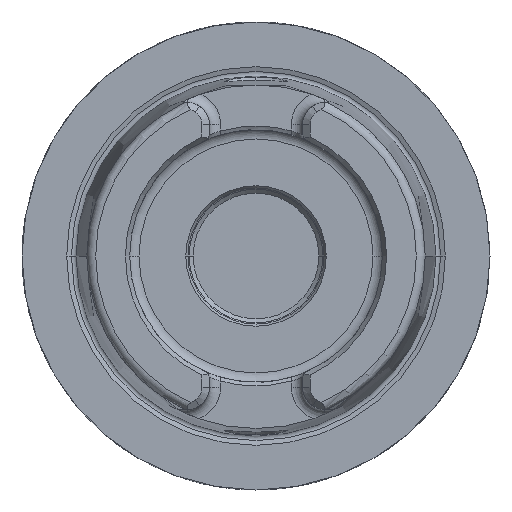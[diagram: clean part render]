
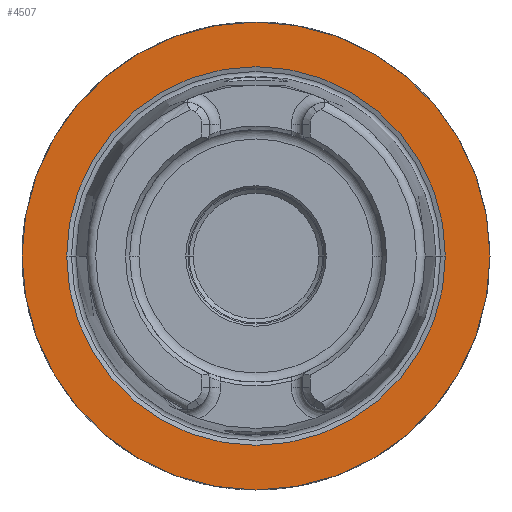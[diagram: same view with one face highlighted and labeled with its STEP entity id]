
A CAD part, left-side view. The second image highlights one B-rep face of the part: STEP entity #4507.
In plain terms, the highlighted planar face has unit normal (-1, 0, 0).
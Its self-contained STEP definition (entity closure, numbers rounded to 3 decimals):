
#1068=CARTESIAN_POINT('',(0.,0.,0.));
#1069=DIRECTION('',(1.,0.,0.));
#1070=DIRECTION('',(0.,1.,0.));
#1071=AXIS2_PLACEMENT_3D('',#1068,#1069,#1070);
#1073=CARTESIAN_POINT('',(0.,0.,0.));
#1074=DIRECTION('',(-1.,0.,0.));
#1075=DIRECTION('',(0.,1.,0.));
#1076=AXIS2_PLACEMENT_3D('',#1073,#1074,#1075);
#1078=CARTESIAN_POINT('',(0.,0.,0.));
#1079=DIRECTION('',(-1.,0.,0.));
#1080=DIRECTION('',(0.,-1.,0.));
#1081=AXIS2_PLACEMENT_3D('',#1078,#1079,#1080);
#1083=CARTESIAN_POINT('',(0.,0.,0.));
#1084=DIRECTION('',(-1.,0.,0.));
#1085=DIRECTION('',(0.,1.,0.));
#1086=AXIS2_PLACEMENT_3D('',#1083,#1084,#1085);
#2764=CARTESIAN_POINT('',(0.,31.5,0.));
#2765=CARTESIAN_POINT('',(0.,-31.5,0.));
#2766=VERTEX_POINT('',#2764);
#2767=VERTEX_POINT('',#2765);
#2792=CARTESIAN_POINT('',(0.,-25.49,0.));
#2793=VERTEX_POINT('',#2792);
#2794=CARTESIAN_POINT('',(0.,25.49,0.));
#2795=VERTEX_POINT('',#2794);
#4492=CARTESIAN_POINT('',(0.,0.,0.));
#4493=DIRECTION('',(1.,0.,0.));
#4494=DIRECTION('',(0.,-1.,0.));
#4495=AXIS2_PLACEMENT_3D('',#4492,#4493,#4494);
#4496=PLANE('',#4495);
#4498=ORIENTED_EDGE('',*,*,#4497,.T.);
#4500=ORIENTED_EDGE('',*,*,#4499,.F.);
#4501=EDGE_LOOP('',(#4498,#4500));
#4502=FACE_OUTER_BOUND('',#4501,.F.);
#4503=ORIENTED_EDGE('',*,*,#4487,.T.);
#4504=ORIENTED_EDGE('',*,*,#4471,.T.);
#4505=EDGE_LOOP('',(#4503,#4504));
#4506=FACE_BOUND('',#4505,.F.);
#4507=ADVANCED_FACE('',(#4502,#4506),#4496,.F.);
#1072=CIRCLE('',#1071,31.5);
#1077=CIRCLE('',#1076,31.5);
#1082=CIRCLE('',#1081,25.49);
#1087=CIRCLE('',#1086,25.49);
#4471=EDGE_CURVE('',#2795,#2793,#1087,.T.);
#4487=EDGE_CURVE('',#2793,#2795,#1082,.T.);
#4497=EDGE_CURVE('',#2766,#2767,#1072,.T.);
#4499=EDGE_CURVE('',#2766,#2767,#1077,.T.);
